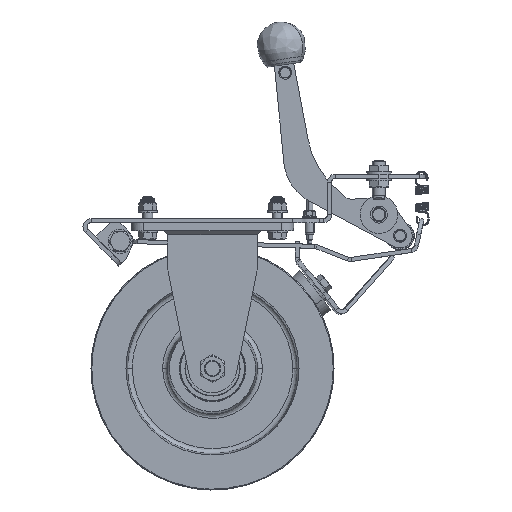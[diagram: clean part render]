
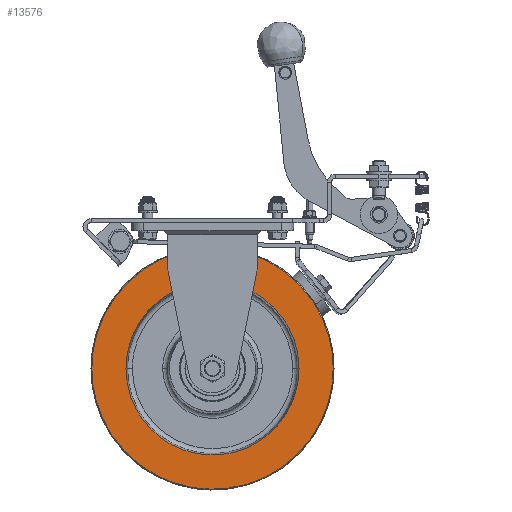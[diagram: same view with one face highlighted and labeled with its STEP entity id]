
A CAD part, left-side view. The second image highlights one B-rep face of the part: STEP entity #13576.
In plain terms, the highlighted free-form (B-spline) face has degree [1, 1] with [2, 2] control points.
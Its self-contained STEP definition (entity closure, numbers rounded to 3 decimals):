
#13380 = EDGE_CURVE('',#13381,#13383,#13385,.T.);
#13381 = VERTEX_POINT('',#13382);
#13382 = CARTESIAN_POINT('',(-53.161,-41.2,0.));
#13383 = VERTEX_POINT('',#13384);
#13384 = CARTESIAN_POINT('',(-53.161,-437.25,
    0.));
#13385 = ( BOUNDED_CURVE() B_SPLINE_CURVE(2,(#13386,#13387,#13388,#13389
,#13390),.UNSPECIFIED.,.F.,.F.) B_SPLINE_CURVE_WITH_KNOTS((3,2,3),(
    4.712,6.283,7.854),
.PIECEWISE_BEZIER_KNOTS.) CURVE() GEOMETRIC_REPRESENTATION_ITEM() 
RATIONAL_B_SPLINE_CURVE((1.,0.707,1.,0.707,1.)) 
REPRESENTATION_ITEM('') );
#13386 = CARTESIAN_POINT('',(-53.161,-41.2,
    0.));
#13387 = CARTESIAN_POINT('',(-53.161,-41.2,
    198.025));
#13388 = CARTESIAN_POINT('',(-53.161,-239.225,
    198.025));
#13389 = CARTESIAN_POINT('',(-53.161,-437.25,
    198.025));
#13390 = CARTESIAN_POINT('',(-53.161,-437.25,
    0.));
#13418 = EDGE_CURVE('',#13383,#13381,#13419,.T.);
#13419 = ( BOUNDED_CURVE() B_SPLINE_CURVE(2,(#13420,#13421,#13422,#13423
,#13424),.UNSPECIFIED.,.F.,.F.) B_SPLINE_CURVE_WITH_KNOTS((3,2,3),(
    1.571,3.142,4.712),
.PIECEWISE_BEZIER_KNOTS.) CURVE() GEOMETRIC_REPRESENTATION_ITEM() 
RATIONAL_B_SPLINE_CURVE((1.,0.707,1.,0.707,1.)) 
REPRESENTATION_ITEM('') );
#13420 = CARTESIAN_POINT('',(-53.161,-437.25,
    0.));
#13421 = CARTESIAN_POINT('',(-53.161,-437.25,
    -198.025));
#13422 = CARTESIAN_POINT('',(-53.161,-239.225,
    -198.025));
#13423 = CARTESIAN_POINT('',(-53.161,-41.2,
    -198.025));
#13424 = CARTESIAN_POINT('',(-53.161,-41.2,
    0.));
#13576 = ADVANCED_FACE('',(#13577,#13581),#13641,.F.);
#13577 = FACE_BOUND('',#13578,.T.);
#13578 = EDGE_LOOP('',(#13579,#13580));
#13579 = ORIENTED_EDGE('',*,*,#13418,.F.);
#13580 = ORIENTED_EDGE('',*,*,#13380,.F.);
#13581 = FACE_BOUND('',#13582,.T.);
#13582 = EDGE_LOOP('',(#13583,#13614));
#13583 = ORIENTED_EDGE('',*,*,#13584,.F.);
#13584 = EDGE_CURVE('',#13585,#13587,#13589,.T.);
#13585 = VERTEX_POINT('',#13586);
#13586 = CARTESIAN_POINT('',(-53.161,-381.165,
    0.));
#13587 = VERTEX_POINT('',#13588);
#13588 = CARTESIAN_POINT('',(-53.161,-97.285,
    0.));
#13589 = B_SPLINE_CURVE_WITH_KNOTS('',5,(#13590,#13591,#13592,#13593,
    #13594,#13595,#13596,#13597,#13598,#13599,#13600,#13601,#13602,
    #13603,#13604,#13605,#13606,#13607,#13608,#13609,#13610,#13611,
    #13612,#13613),.UNSPECIFIED.,.F.,.F.,(6,3,3,3,3,3,3,6),(0.,
    71.598,143.196,214.795,286.393,357.991,
    429.589,474.496),.UNSPECIFIED.);
#13590 = CARTESIAN_POINT('',(-53.161,-381.165,0.));
#13591 = CARTESIAN_POINT('',(-53.161,-381.165,
    13.457));
#13592 = CARTESIAN_POINT('',(-53.161,-379.57,
    26.914));
#13593 = CARTESIAN_POINT('',(-53.161,-376.38,
    40.12));
#13594 = CARTESIAN_POINT('',(-53.161,-366.932,
    65.522));
#13595 = CARTESIAN_POINT('',(-53.161,-351.808,
    88.013));
#13596 = CARTESIAN_POINT('',(-53.161,-342.942,
    98.306));
#13597 = CARTESIAN_POINT('',(-53.161,-322.94,
    116.594));
#13598 = CARTESIAN_POINT('',(-53.161,-299.217,
    129.7));
#13599 = CARTESIAN_POINT('',(-53.161,-286.629,
    134.811));
#13600 = CARTESIAN_POINT('',(-53.161,-260.484,
    141.952));
#13601 = CARTESIAN_POINT('',(-53.161,-233.395,
    142.784));
#13602 = CARTESIAN_POINT('',(-53.161,-219.862,
    141.585));
#13603 = CARTESIAN_POINT('',(-53.161,-193.341,
    136.003));
#13604 = CARTESIAN_POINT('',(-53.161,-168.858,
    124.377));
#13605 = CARTESIAN_POINT('',(-53.161,-157.365,
    117.133));
#13606 = CARTESIAN_POINT('',(-53.161,-136.316,
    100.061));
#13607 = CARTESIAN_POINT('',(-53.161,-119.841,
    78.541));
#13608 = CARTESIAN_POINT('',(-53.161,-112.922,
    66.849));
#13609 = CARTESIAN_POINT('',(-53.161,-104.026,
    46.672));
#13610 = CARTESIAN_POINT('',(-53.161,-99.167,
    25.259));
#13611 = CARTESIAN_POINT('',(-53.161,-97.912,
    16.881));
#13612 = CARTESIAN_POINT('',(-53.161,-97.285,
    8.44));
#13613 = CARTESIAN_POINT('',(-53.161,-97.285,0.));
#13614 = ORIENTED_EDGE('',*,*,#13615,.F.);
#13615 = EDGE_CURVE('',#13587,#13585,#13616,.T.);
#13616 = B_SPLINE_CURVE_WITH_KNOTS('',5,(#13617,#13618,#13619,#13620,
    #13621,#13622,#13623,#13624,#13625,#13626,#13627,#13628,#13629,
    #13630,#13631,#13632,#13633,#13634,#13635,#13636,#13637,#13638,
    #13639,#13640),.UNSPECIFIED.,.F.,.F.,(6,3,3,3,3,3,3,6),(0.,
    71.598,143.196,214.795,286.393,
    357.991,429.589,474.496),.UNSPECIFIED.);
#13617 = CARTESIAN_POINT('',(-53.161,-97.285,0.));
#13618 = CARTESIAN_POINT('',(-53.161,-97.285,
    -13.457));
#13619 = CARTESIAN_POINT('',(-53.161,-98.88,
    -26.914));
#13620 = CARTESIAN_POINT('',(-53.161,-102.07,
    -40.12));
#13621 = CARTESIAN_POINT('',(-53.161,-111.518,
    -65.522));
#13622 = CARTESIAN_POINT('',(-53.161,-126.642,
    -88.013));
#13623 = CARTESIAN_POINT('',(-53.161,-135.508,
    -98.306));
#13624 = CARTESIAN_POINT('',(-53.161,-155.51,
    -116.594));
#13625 = CARTESIAN_POINT('',(-53.161,-179.233,
    -129.7));
#13626 = CARTESIAN_POINT('',(-53.161,-191.821,
    -134.811));
#13627 = CARTESIAN_POINT('',(-53.161,-217.965,
    -141.952));
#13628 = CARTESIAN_POINT('',(-53.161,-245.055,
    -142.784));
#13629 = CARTESIAN_POINT('',(-53.161,-258.588,
    -141.585));
#13630 = CARTESIAN_POINT('',(-53.161,-285.109,
    -136.003));
#13631 = CARTESIAN_POINT('',(-53.161,-309.592,
    -124.377));
#13632 = CARTESIAN_POINT('',(-53.161,-321.085,
    -117.133));
#13633 = CARTESIAN_POINT('',(-53.161,-342.134,
    -100.061));
#13634 = CARTESIAN_POINT('',(-53.161,-358.609,
    -78.541));
#13635 = CARTESIAN_POINT('',(-53.161,-365.528,
    -66.849));
#13636 = CARTESIAN_POINT('',(-53.161,-374.424,
    -46.672));
#13637 = CARTESIAN_POINT('',(-53.161,-379.283,
    -25.259));
#13638 = CARTESIAN_POINT('',(-53.161,-380.538,
    -16.881));
#13639 = CARTESIAN_POINT('',(-53.161,-381.165,
    -8.44));
#13640 = CARTESIAN_POINT('',(-53.161,-381.165,0.));
#13641 = B_SPLINE_SURFACE_WITH_KNOTS('',1,1,(
    (#13642,#13643)
    ,(#13644,#13645
    )),.UNSPECIFIED.,.F.,.F.,.F.,(2,2),(2,2),(-298.,0.),(-149.,149.),
  .PIECEWISE_BEZIER_KNOTS.);
#13642 = CARTESIAN_POINT('',(-53.161,-41.2,
    -198.025));
#13643 = CARTESIAN_POINT('',(-53.161,-437.25,
    -198.025));
#13644 = CARTESIAN_POINT('',(-53.161,-41.2,
    198.025));
#13645 = CARTESIAN_POINT('',(-53.161,-437.25,
    198.025));
